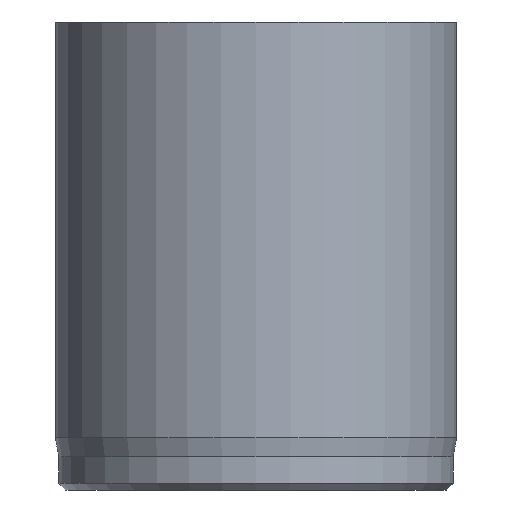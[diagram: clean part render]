
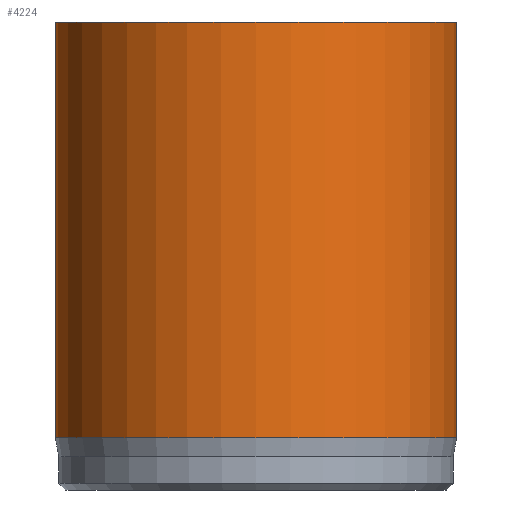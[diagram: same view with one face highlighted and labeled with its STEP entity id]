
A CAD part, front view. The second image highlights one B-rep face of the part: STEP entity #4224.
In plain terms, the highlighted cylindrical face has radius 6 mm (diameter 12 mm), a full revolution.
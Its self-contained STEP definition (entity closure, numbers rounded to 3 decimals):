
#31=CYLINDRICAL_SURFACE('',#4387,6.);
#45=CIRCLE('',#4360,6.);
#57=CIRCLE('',#4385,6.);
#58=CIRCLE('',#4386,6.);
#382=FACE_OUTER_BOUND('',#633,.T.);
#633=EDGE_LOOP('',(#3766,#3767,#3768,#3769,#3770));
#941=LINE('',#8041,#1255);
#1255=VECTOR('',#4887,6.);
#1940=VERTEX_POINT('',#7992);
#1952=VERTEX_POINT('',#8035);
#1953=VERTEX_POINT('',#8036);
#2544=EDGE_CURVE('',#1940,#1940,#45,.T.);
#2562=EDGE_CURVE('',#1952,#1953,#57,.T.);
#2563=EDGE_CURVE('',#1953,#1952,#58,.T.);
#2565=EDGE_CURVE('',#1940,#1952,#941,.T.);
#3766=ORIENTED_EDGE('',*,*,#2544,.T.);
#3767=ORIENTED_EDGE('',*,*,#2565,.T.);
#3768=ORIENTED_EDGE('',*,*,#2562,.T.);
#3769=ORIENTED_EDGE('',*,*,#2563,.T.);
#3770=ORIENTED_EDGE('',*,*,#2565,.F.);
#4224=ADVANCED_FACE('',(#382),#31,.T.);
#4360=AXIS2_PLACEMENT_3D('',#7993,#4824,#4825);
#4385=AXIS2_PLACEMENT_3D('',#8037,#4880,#4881);
#4386=AXIS2_PLACEMENT_3D('',#8038,#4882,#4883);
#4387=AXIS2_PLACEMENT_3D('',#8040,#4885,#4886);
#4824=DIRECTION('center_axis',(0.,0.,-1.));
#4825=DIRECTION('ref_axis',(-1.,0.,0.));
#4880=DIRECTION('center_axis',(0.,0.,1.));
#4881=DIRECTION('ref_axis',(-1.,0.,0.));
#4882=DIRECTION('center_axis',(0.,0.,1.));
#4883=DIRECTION('ref_axis',(-1.,0.,0.));
#4885=DIRECTION('center_axis',(0.,0.,1.));
#4886=DIRECTION('ref_axis',(-1.,0.,0.));
#4887=DIRECTION('',(0.,0.,-1.));
#7992=CARTESIAN_POINT('',(6.,0.,14.));
#7993=CARTESIAN_POINT('Origin',(0.,0.,14.));
#8035=CARTESIAN_POINT('',(6.,0.,1.567));
#8036=CARTESIAN_POINT('',(-6.,0.,1.567));
#8037=CARTESIAN_POINT('Origin',(0.,0.,1.567));
#8038=CARTESIAN_POINT('Origin',(0.,0.,1.567));
#8040=CARTESIAN_POINT('Origin',(0.,0.,0.));
#8041=CARTESIAN_POINT('',(6.,0.,0.));
